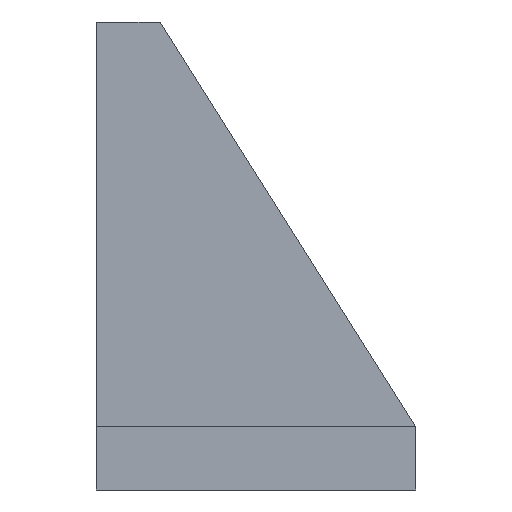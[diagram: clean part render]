
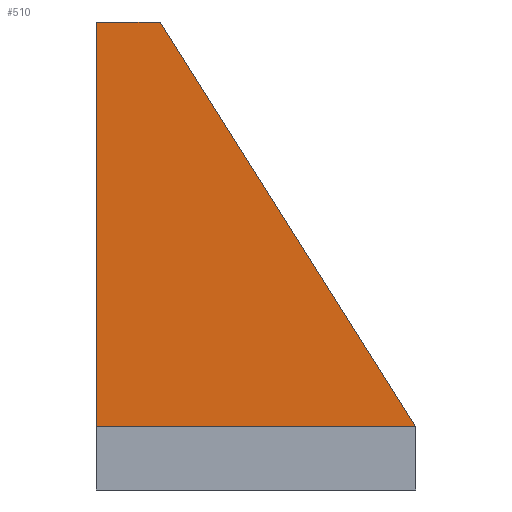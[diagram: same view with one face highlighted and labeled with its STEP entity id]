
A CAD part, left-side view. The second image highlights one B-rep face of the part: STEP entity #510.
In plain terms, the highlighted planar face has unit normal (-1, 0, 0).
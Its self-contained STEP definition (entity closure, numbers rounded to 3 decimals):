
#31 = PLANE('',#32);
#32 = AXIS2_PLACEMENT_3D('',#33,#34,#35);
#33 = CARTESIAN_POINT('',(-41.,0.,44.));
#34 = DIRECTION('',(0.,1.,0.));
#35 = DIRECTION('',(0.,0.,-1.));
#88 = EDGE_CURVE('',#89,#91,#93,.T.);
#89 = VERTEX_POINT('',#90);
#90 = CARTESIAN_POINT('',(-31.,0.,6.));
#91 = VERTEX_POINT('',#92);
#92 = CARTESIAN_POINT('',(-31.,0.,44.));
#93 = SURFACE_CURVE('',#94,(#98,#105),.PCURVE_S1.);
#94 = LINE('',#95,#96);
#95 = CARTESIAN_POINT('',(-31.,0.,6.));
#96 = VECTOR('',#97,1.);
#97 = DIRECTION('',(0.,0.,1.));
#98 = PCURVE('',#31,#99);
#99 = DEFINITIONAL_REPRESENTATION('',(#100),#104);
#100 = LINE('',#101,#102);
#101 = CARTESIAN_POINT('',(38.,-10.));
#102 = VECTOR('',#103,1.);
#103 = DIRECTION('',(-1.,0.));
#104 = ( GEOMETRIC_REPRESENTATION_CONTEXT(2) 
PARAMETRIC_REPRESENTATION_CONTEXT() REPRESENTATION_CONTEXT('2D SPACE',''
  ) );
#105 = PCURVE('',#106,#111);
#106 = PLANE('',#107);
#107 = AXIS2_PLACEMENT_3D('',#108,#109,#110);
#108 = CARTESIAN_POINT('',(-31.,0.,6.));
#109 = DIRECTION('',(-1.,0.,0.));
#110 = DIRECTION('',(0.,0.,1.));
#111 = DEFINITIONAL_REPRESENTATION('',(#112),#116);
#112 = LINE('',#113,#114);
#113 = CARTESIAN_POINT('',(0.,0.));
#114 = VECTOR('',#115,1.);
#115 = DIRECTION('',(1.,0.));
#116 = ( GEOMETRIC_REPRESENTATION_CONTEXT(2) 
PARAMETRIC_REPRESENTATION_CONTEXT() REPRESENTATION_CONTEXT('2D SPACE',''
  ) );
#134 = PLANE('',#135);
#135 = AXIS2_PLACEMENT_3D('',#136,#137,#138);
#136 = CARTESIAN_POINT('',(-41.,0.,44.));
#137 = DIRECTION('',(0.,0.,-1.));
#138 = DIRECTION('',(0.,-1.,0.));
#300 = PLANE('',#301);
#301 = AXIS2_PLACEMENT_3D('',#302,#303,#304);
#302 = CARTESIAN_POINT('',(-41.,0.,6.));
#303 = DIRECTION('',(0.,0.,1.));
#304 = DIRECTION('',(1.,0.,0.));
#510 = ADVANCED_FACE('',(#511),#106,.T.);
#511 = FACE_BOUND('',#512,.T.);
#512 = EDGE_LOOP('',(#513,#514,#537,#563));
#513 = ORIENTED_EDGE('',*,*,#88,.F.);
#514 = ORIENTED_EDGE('',*,*,#515,.T.);
#515 = EDGE_CURVE('',#89,#516,#518,.T.);
#516 = VERTEX_POINT('',#517);
#517 = CARTESIAN_POINT('',(-31.,-30.,6.));
#518 = SURFACE_CURVE('',#519,(#523,#530),.PCURVE_S1.);
#519 = LINE('',#520,#521);
#520 = CARTESIAN_POINT('',(-31.,0.,6.));
#521 = VECTOR('',#522,1.);
#522 = DIRECTION('',(0.,-1.,0.));
#523 = PCURVE('',#106,#524);
#524 = DEFINITIONAL_REPRESENTATION('',(#525),#529);
#525 = LINE('',#526,#527);
#526 = CARTESIAN_POINT('',(0.,0.));
#527 = VECTOR('',#528,1.);
#528 = DIRECTION('',(0.,-1.));
#529 = ( GEOMETRIC_REPRESENTATION_CONTEXT(2) 
PARAMETRIC_REPRESENTATION_CONTEXT() REPRESENTATION_CONTEXT('2D SPACE',''
  ) );
#530 = PCURVE('',#300,#531);
#531 = DEFINITIONAL_REPRESENTATION('',(#532),#536);
#532 = LINE('',#533,#534);
#533 = CARTESIAN_POINT('',(10.,0.));
#534 = VECTOR('',#535,1.);
#535 = DIRECTION('',(0.,-1.));
#536 = ( GEOMETRIC_REPRESENTATION_CONTEXT(2) 
PARAMETRIC_REPRESENTATION_CONTEXT() REPRESENTATION_CONTEXT('2D SPACE',''
  ) );
#537 = ORIENTED_EDGE('',*,*,#538,.T.);
#538 = EDGE_CURVE('',#516,#539,#541,.T.);
#539 = VERTEX_POINT('',#540);
#540 = CARTESIAN_POINT('',(-31.,-6.,44.));
#541 = SURFACE_CURVE('',#542,(#546,#552),.PCURVE_S1.);
#542 = LINE('',#543,#544);
#543 = CARTESIAN_POINT('',(-31.,-13.723,31.772));
#544 = VECTOR('',#545,1.);
#545 = DIRECTION('',(0.,0.534,0.845)
  );
#546 = PCURVE('',#106,#547);
#547 = DEFINITIONAL_REPRESENTATION('',(#548),#551);
#548 = B_SPLINE_CURVE_WITH_KNOTS('',1,(#549,#550),.UNSPECIFIED.,.F.,.F.,
  (2,2),(-34.977,18.957),.PIECEWISE_BEZIER_KNOTS.);
#549 = CARTESIAN_POINT('',(-3.8,-32.4));
#550 = CARTESIAN_POINT('',(41.8,-3.6));
#551 = ( GEOMETRIC_REPRESENTATION_CONTEXT(2) 
PARAMETRIC_REPRESENTATION_CONTEXT() REPRESENTATION_CONTEXT('2D SPACE',''
  ) );
#552 = PCURVE('',#553,#558);
#553 = PLANE('',#554);
#554 = AXIS2_PLACEMENT_3D('',#555,#556,#557);
#555 = CARTESIAN_POINT('',(-41.,-6.,44.));
#556 = DIRECTION('',(0.,0.845,-0.534)
  );
#557 = DIRECTION('',(0.,-0.534,-0.845)
  );
#558 = DEFINITIONAL_REPRESENTATION('',(#559),#562);
#559 = B_SPLINE_CURVE_WITH_KNOTS('',1,(#560,#561),.UNSPECIFIED.,.F.,.F.,
  (2,2),(-34.977,18.957),.PIECEWISE_BEZIER_KNOTS.);
#560 = CARTESIAN_POINT('',(49.439,-10.));
#561 = CARTESIAN_POINT('',(-4.494,-10.));
#562 = ( GEOMETRIC_REPRESENTATION_CONTEXT(2) 
PARAMETRIC_REPRESENTATION_CONTEXT() REPRESENTATION_CONTEXT('2D SPACE',''
  ) );
#563 = ORIENTED_EDGE('',*,*,#564,.T.);
#564 = EDGE_CURVE('',#539,#91,#565,.T.);
#565 = SURFACE_CURVE('',#566,(#570,#576),.PCURVE_S1.);
#566 = LINE('',#567,#568);
#567 = CARTESIAN_POINT('',(-31.,0.,44.));
#568 = VECTOR('',#569,1.);
#569 = DIRECTION('',(0.,1.,0.));
#570 = PCURVE('',#106,#571);
#571 = DEFINITIONAL_REPRESENTATION('',(#572),#575);
#572 = B_SPLINE_CURVE_WITH_KNOTS('',1,(#573,#574),.UNSPECIFIED.,.F.,.F.,
  (2,2),(-6.6,0.6),.PIECEWISE_BEZIER_KNOTS.);
#573 = CARTESIAN_POINT('',(38.,-6.6));
#574 = CARTESIAN_POINT('',(38.,0.6));
#575 = ( GEOMETRIC_REPRESENTATION_CONTEXT(2) 
PARAMETRIC_REPRESENTATION_CONTEXT() REPRESENTATION_CONTEXT('2D SPACE',''
  ) );
#576 = PCURVE('',#134,#577);
#577 = DEFINITIONAL_REPRESENTATION('',(#578),#581);
#578 = B_SPLINE_CURVE_WITH_KNOTS('',1,(#579,#580),.UNSPECIFIED.,.F.,.F.,
  (2,2),(-6.6,0.6),.PIECEWISE_BEZIER_KNOTS.);
#579 = CARTESIAN_POINT('',(6.6,-10.));
#580 = CARTESIAN_POINT('',(-0.6,-10.));
#581 = ( GEOMETRIC_REPRESENTATION_CONTEXT(2) 
PARAMETRIC_REPRESENTATION_CONTEXT() REPRESENTATION_CONTEXT('2D SPACE',''
  ) );
